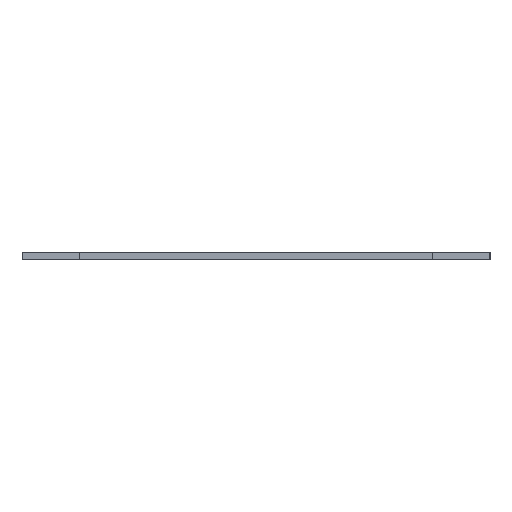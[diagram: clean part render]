
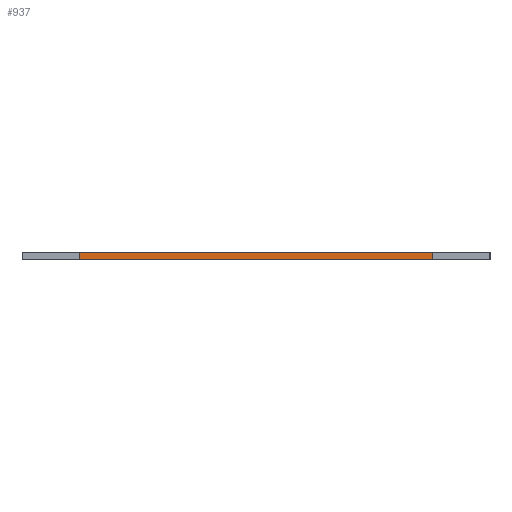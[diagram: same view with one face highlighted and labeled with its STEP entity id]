
A CAD part, left-side view. The second image highlights one B-rep face of the part: STEP entity #937.
In plain terms, the highlighted planar face has unit normal (-1, 0, 0).
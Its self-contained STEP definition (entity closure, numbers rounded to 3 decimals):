
#246=CARTESIAN_POINT('Vertex',(1.9,102.4,233.67)) ;
#249=CARTESIAN_POINT('Line Origine',(1.9,57.5,233.67)) ;
#253=CARTESIAN_POINT('Vertex',(1.9,12.6,233.67)) ;
#899=CARTESIAN_POINT('Vertex',(1.9,102.4,231.67)) ;
#902=CARTESIAN_POINT('Line Origine',(1.9,102.4,232.67)) ;
#914=CARTESIAN_POINT('Axis2P3D Location',(1.9,-0.2,-12.33)) ;
#919=CARTESIAN_POINT('Line Origine',(1.9,57.5,231.67)) ;
#923=CARTESIAN_POINT('Vertex',(1.9,12.6,231.67)) ;
#926=CARTESIAN_POINT('Line Origine',(1.9,12.6,232.67)) ;
#251=VECTOR('Line Direction',#250,1.) ;
#904=VECTOR('Line Direction',#903,1.) ;
#921=VECTOR('Line Direction',#920,1.) ;
#928=VECTOR('Line Direction',#927,1.) ;
#250=DIRECTION('Vector Direction',(0.,-1.,0.)) ;
#903=DIRECTION('Vector Direction',(0.,0.,1.)) ;
#915=DIRECTION('Axis2P3D Direction',(1.,0.,0.)) ;
#916=DIRECTION('Axis2P3D XDirection',(0.,1.,0.)) ;
#920=DIRECTION('Vector Direction',(0.,-1.,0.)) ;
#927=DIRECTION('Vector Direction',(0.,0.,1.)) ;
#917=AXIS2_PLACEMENT_3D('Plane Axis2P3D',#914,#915,#916) ;
#252=LINE('Line',#249,#251) ;
#905=LINE('Line',#902,#904) ;
#922=LINE('Line',#919,#921) ;
#929=LINE('Line',#926,#928) ;
#918=PLANE('',#917) ;
#255=EDGE_CURVE('',#247,#254,#252,.T.) ;
#906=EDGE_CURVE('',#900,#247,#905,.T.) ;
#925=EDGE_CURVE('',#900,#924,#922,.T.) ;
#930=EDGE_CURVE('',#924,#254,#929,.T.) ;
#932=ORIENTED_EDGE('',*,*,#925,.T.) ;
#933=ORIENTED_EDGE('',*,*,#930,.T.) ;
#934=ORIENTED_EDGE('',*,*,#255,.F.) ;
#935=ORIENTED_EDGE('',*,*,#906,.F.) ;
#931=EDGE_LOOP('',(#932,#933,#934,#935)) ;
#247=VERTEX_POINT('',#246) ;
#254=VERTEX_POINT('',#253) ;
#900=VERTEX_POINT('',#899) ;
#924=VERTEX_POINT('',#923) ;
#937=ADVANCED_FACE('Corps principal',(#936),#918,.F.) ;
#936=FACE_OUTER_BOUND('',#931,.T.) ;
